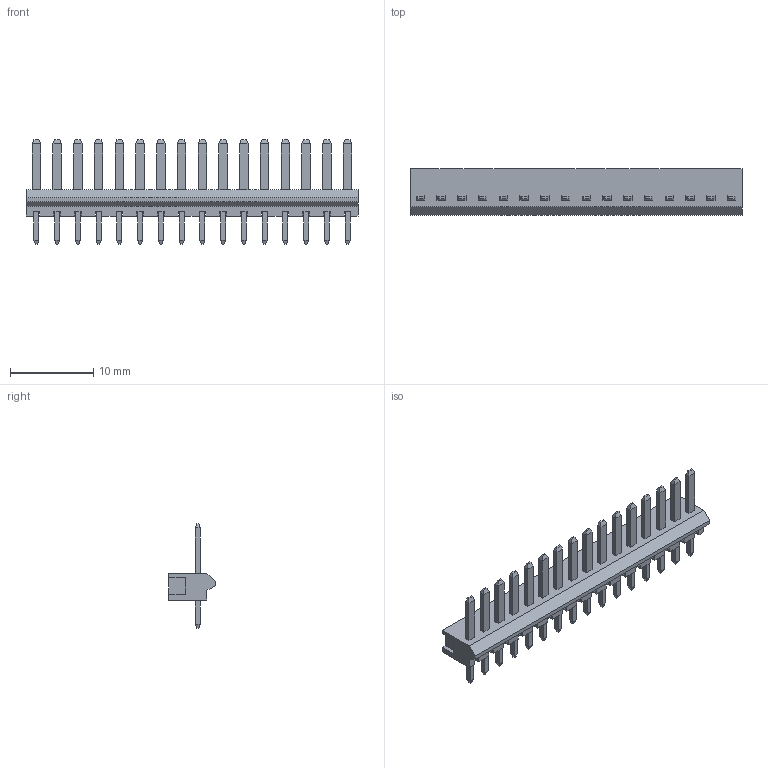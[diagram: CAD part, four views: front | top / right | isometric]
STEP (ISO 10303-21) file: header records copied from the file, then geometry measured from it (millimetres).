
FILE_DESCRIPTION(('FreeCAD Model'),'2;1');
FILE_NAME('Open CASCADE Shape Model','2021-07-29T09:54:21',( 'kicad StepUp'),('ksu MCAD'),'Open CASCADE STEP processor 7.4', 'FreeCAD','Unknown');
FILE_SCHEMA(('AUTOMOTIVE_DESIGN { 1 0 10303 214 1 1 1 1 }'));
Length unit declared in the file: millimetre
Products named in the file (1): JST_NH_B16P-SHF-1AA_1x16_P2.50mm_Vertical.copy
Bounding box: 40 x 5.6 x 12.6 mm (x, y, z)
Volume: 621.8 mm3; surface area: 1406.6 mm2
Topology: 33 solids, 33 shells, 476 faces, 1057 edges, 662 vertices
Faces by surface type: plane 348, bspline 128
Entity records: 28978 total; most frequent: CARTESIAN_POINT 5734, DIRECTION 2829, LINE 2131, VECTOR 2131, ORIENTED_EDGE 2114, PCURVE 2114, DEFINITIONAL_REPRESENTATION 2114, EDGE_CURVE 1057
